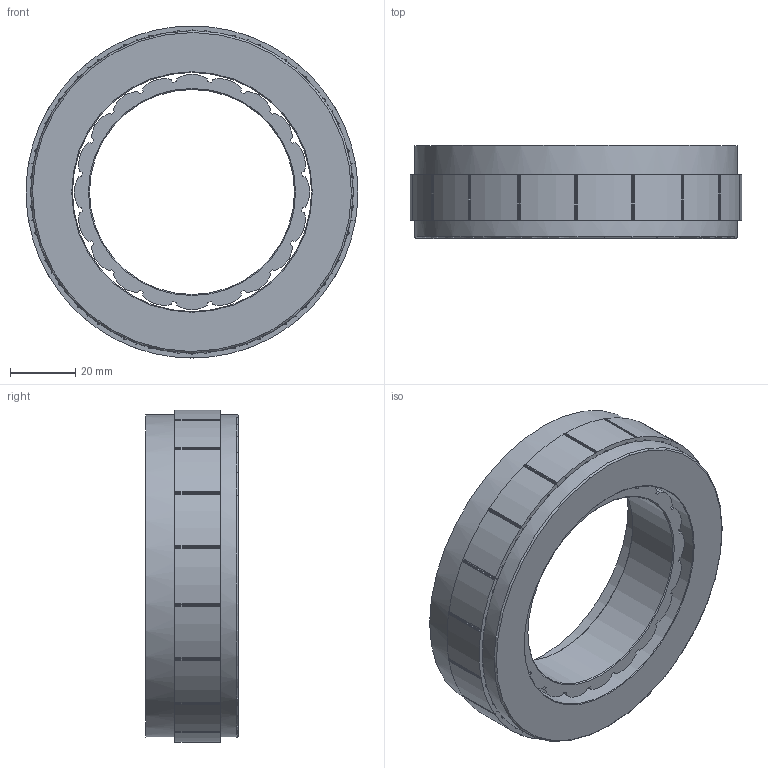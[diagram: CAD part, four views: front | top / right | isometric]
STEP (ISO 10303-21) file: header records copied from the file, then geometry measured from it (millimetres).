
FILE_DESCRIPTION(/* description */ (''),/* implementation_level */ '2;1');
FILE_NAME(/* name */ 'DKA102M048020.stp',/* time_stamp */ '2025-01-28T10:02:37+01:00',/* author */ ('angelika.schneid'),/* organization */ (''),/* preprocessor_version */ 'ST-DEVELOPER v18.1',/* originating_system */ 'Autodesk Inventor 2021',/* authorisation */ '');
FILE_SCHEMA (('AUTOMOTIVE_DESIGN { 1 0 10303 214 3 1 1 }'));
Length unit declared in the file: millimetre
Products named in the file (1): DKA102M048020
Bounding box: 101.85 x 28.5 x 102 mm (x, y, z)
Volume: 120232.7 mm3; surface area: 35079.8 mm2
Topology: 2 solids, 2 shells, 382 faces, 1198 edges, 750 vertices
Faces by surface type: plane 190, cylinder 188, cone 3, torus 1
Full cylindrical faces by diameter (mm): 1 x36, 63 x1, 73.5 x1, 99 x2
Entity records: 13749 total; most frequent: DIRECTION 2635, ORIENTED_EDGE 2396, CARTESIAN_POINT 2331, EDGE_CURVE 1198, AXIS2_PLACEMENT_3D 1054, VERTEX_POINT 750, CIRCLE 671, LINE 527
